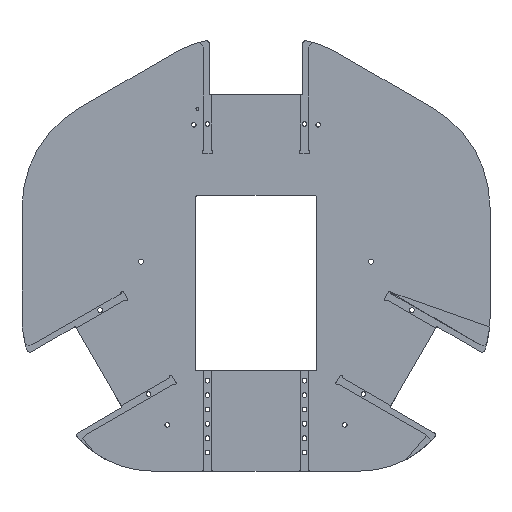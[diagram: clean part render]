
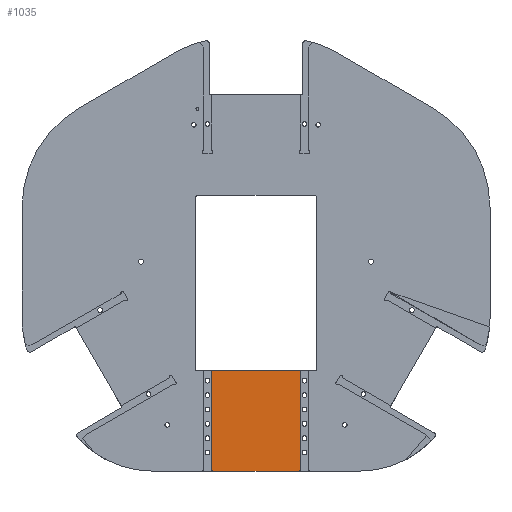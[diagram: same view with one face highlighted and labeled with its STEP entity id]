
A CAD part, top view. The second image highlights one B-rep face of the part: STEP entity #1035.
In plain terms, the highlighted planar face has unit normal (0, 0, 1).
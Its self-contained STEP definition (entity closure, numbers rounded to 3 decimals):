
#127 = CARTESIAN_POINT ( 'NONE',  ( -31.248, -133.998, 5. ) ) ;
#388 = CARTESIAN_POINT ( 'NONE',  ( -31.247, -135.698, 5. ) ) ;
#452 = LINE ( 'NONE', #388, #1320 ) ;
#712 = DIRECTION ( 'NONE',  ( 0., -1., 0. ) ) ;
#897 = EDGE_CURVE ( 'NONE', #1602, #2882, #5371, .T. ) ;
#1017 = ORIENTED_EDGE ( 'NONE', *, *, #3671, .F. ) ;
#1035 = ADVANCED_FACE ( 'NONE', ( #6152 ), #6119, .F. ) ;
#1207 = VECTOR ( 'NONE', #2548, 1000. ) ;
#1274 = LINE ( 'NONE', #4954, #6038 ) ;
#1320 = VECTOR ( 'NONE', #2436, 1000. ) ;
#1365 = DIRECTION ( 'NONE',  ( 0., 0., -1. ) ) ;
#1407 = EDGE_CURVE ( 'NONE', #2882, #5576, #6175, .T. ) ;
#1498 = DIRECTION ( 'NONE',  ( 0., 0., -1. ) ) ;
#1556 = CARTESIAN_POINT ( 'NONE',  ( -29.548, -135.698, 5. ) ) ;
#1602 = VERTEX_POINT ( 'NONE', #5770 ) ;
#1624 = CARTESIAN_POINT ( 'NONE',  ( -29.548, -133.998, 5. ) ) ;
#1667 = VERTEX_POINT ( 'NONE', #5970 ) ;
#2009 = CARTESIAN_POINT ( 'NONE',  ( 21.011, 95., 5. ) ) ;
#2066 = DIRECTION ( 'NONE',  ( -1., 0., 0. ) ) ;
#2074 = EDGE_CURVE ( 'NONE', #1667, #1602, #1274, .T. ) ;
#2107 = ORIENTED_EDGE ( 'NONE', *, *, #2074, .F. ) ;
#2342 = DIRECTION ( 'NONE',  ( -1., 0., 0. ) ) ;
#2436 = DIRECTION ( 'NONE',  ( 0., -1., 0. ) ) ;
#2548 = DIRECTION ( 'NONE',  ( -1., 0., 0. ) ) ;
#2652 = VERTEX_POINT ( 'NONE', #3438 ) ;
#2882 = VERTEX_POINT ( 'NONE', #4178 ) ;
#2891 = ORIENTED_EDGE ( 'NONE', *, *, #3559, .T. ) ;
#3088 = VECTOR ( 'NONE', #5642, 1000. ) ;
#3270 = CIRCLE ( 'NONE', #6602, 1.7 ) ;
#3438 = CARTESIAN_POINT ( 'NONE',  ( -31.25, -65.751, 5. ) ) ;
#3496 = CARTESIAN_POINT ( 'NONE',  ( 29.55, -133.998, 5. ) ) ;
#3559 = EDGE_CURVE ( 'NONE', #2652, #6100, #452, .T. ) ;
#3646 = AXIS2_PLACEMENT_3D ( 'NONE', #2009, #1498, #5584 ) ;
#3671 = EDGE_CURVE ( 'NONE', #5576, #6100, #3270, .T. ) ;
#3699 = ORIENTED_EDGE ( 'NONE', *, *, #1407, .F. ) ;
#3750 = ORIENTED_EDGE ( 'NONE', *, *, #4751, .T. ) ;
#4178 = CARTESIAN_POINT ( 'NONE',  ( 29.55, -135.698, 5. ) ) ;
#4724 = AXIS2_PLACEMENT_3D ( 'NONE', #3496, #1365, #2342 ) ;
#4751 = EDGE_CURVE ( 'NONE', #1667, #2652, #5683, .T. ) ;
#4954 = CARTESIAN_POINT ( 'NONE',  ( 31.25, -135.698, 5. ) ) ;
#5067 = CARTESIAN_POINT ( 'NONE',  ( -71.766, -135.698, 5. ) ) ;
#5120 = CARTESIAN_POINT ( 'NONE',  ( 42.005, -65.749, 5. ) ) ;
#5220 = ORIENTED_EDGE ( 'NONE', *, *, #897, .F. ) ;
#5371 = CIRCLE ( 'NONE', #4724, 1.7 ) ;
#5576 = VERTEX_POINT ( 'NONE', #1556 ) ;
#5584 = DIRECTION ( 'NONE',  ( -1., 0., 0. ) ) ;
#5642 = DIRECTION ( 'NONE',  ( -1., 0., 0. ) ) ;
#5683 = LINE ( 'NONE', #5120, #1207 ) ;
#5770 = CARTESIAN_POINT ( 'NONE',  ( 31.25, -133.998, 5. ) ) ;
#5922 = EDGE_LOOP ( 'NONE', ( #3750, #2891, #1017, #3699, #5220, #2107 ) ) ;
#5970 = CARTESIAN_POINT ( 'NONE',  ( 31.25, -65.75, 5. ) ) ;
#6038 = VECTOR ( 'NONE', #712, 1000. ) ;
#6100 = VERTEX_POINT ( 'NONE', #127 ) ;
#6119 = PLANE ( 'NONE',  #3646 ) ;
#6142 = DIRECTION ( 'NONE',  ( 0., 0., -1. ) ) ;
#6152 = FACE_OUTER_BOUND ( 'NONE', #5922, .T. ) ;
#6175 = LINE ( 'NONE', #5067, #3088 ) ;
#6602 = AXIS2_PLACEMENT_3D ( 'NONE', #1624, #6142, #2066 ) ;
